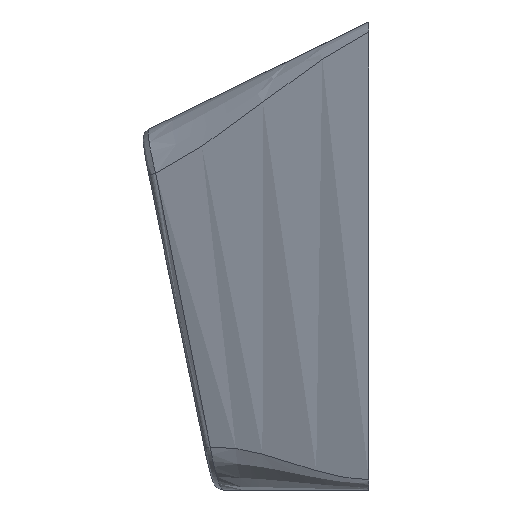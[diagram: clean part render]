
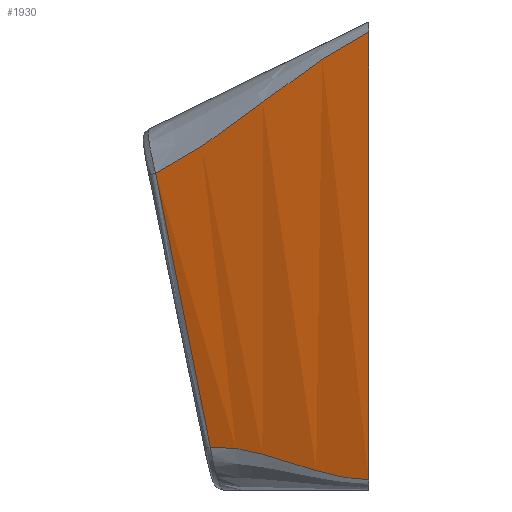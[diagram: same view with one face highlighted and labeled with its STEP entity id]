
A CAD part, left-side view. The second image highlights one B-rep face of the part: STEP entity #1930.
In plain terms, the highlighted free-form (B-spline) face has degree [3, 1] with [6, 2] control points.
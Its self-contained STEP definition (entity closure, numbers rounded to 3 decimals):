
#1707=VERTEX_POINT('',#1708);
#1708=CARTESIAN_POINT('',(0.0,0.0,-0.383));
#1720=EDGE_CURVE('',#1707,#1721,#1723,.F.);
#1721=VERTEX_POINT('',#1722);
#1722=CARTESIAN_POINT('',(0.0,0.0,-17.6));
#1723=LINE('',#1724,#1725);
#1724=CARTESIAN_POINT('',(0.0,0.0,0.0));
#1725=VECTOR('',#1726,1.0);
#1726=DIRECTION('',(0.0,0.0,1.0));
#1930=ADVANCED_FACE('',(#1931),#2042,.F.);
#1931=FACE_BOUND('',#1932,.T.);
#1932=EDGE_LOOP('',(#1933,#1979,#1994,#2041));
#1933=ORIENTED_EDGE('',*,*,#1934,.T.);
#1934=EDGE_CURVE('',#1707,#1935,#1937,.T.);
#1935=VERTEX_POINT('',#1936);
#1936=CARTESIAN_POINT('',(2.904,8.189,-5.825));
#1937=B_SPLINE_CURVE_WITH_KNOTS('',4,(#1938,#1939,#1940,#1941,#1942,#1943,#1944,#1945,#1946,#1947,#1948,#1949,#1950,#1951,#1952,#1953,#1954,#1955,#1956,#1957,#1958,#1959,#1960,#1961,#1962,#1963,#1964,#1965,#1966,#1967,#1968,#1969,#1970,#1971,#1972,#1973,#1974,#1975,#1976,#1977,#1978),.UNSPECIFIED.,.F.,.U.,(5,4,4,4,4,4,4,4,4,4,5),(0.0,0.125,0.25,0.375,0.5,0.625,0.75,0.875,0.938,0.969,0.97),.UNSPECIFIED.);
#1938=CARTESIAN_POINT('',(0.,0.,-0.383));
#1939=CARTESIAN_POINT('',(0.092,0.267,-0.517));
#1940=CARTESIAN_POINT('',(0.185,0.539,-0.664));
#1941=CARTESIAN_POINT('',(0.28,0.815,-0.823));
#1942=CARTESIAN_POINT('',(0.377,1.096,-0.993));
#1943=CARTESIAN_POINT('',(0.464,1.35,-1.148));
#1944=CARTESIAN_POINT('',(0.555,1.612,-1.315));
#1945=CARTESIAN_POINT('',(0.648,1.881,-1.494));
#1946=CARTESIAN_POINT('',(0.744,2.157,-1.683));
#1947=CARTESIAN_POINT('',(0.827,2.394,-1.847));
#1948=CARTESIAN_POINT('',(0.915,2.647,-2.026));
#1949=CARTESIAN_POINT('',(1.008,2.914,-2.219));
#1950=CARTESIAN_POINT('',(1.107,3.195,-2.426));
#1951=CARTESIAN_POINT('',(1.177,3.392,-2.572));
#1952=CARTESIAN_POINT('',(1.261,3.63,-2.75));
#1953=CARTESIAN_POINT('',(1.359,3.906,-2.958));
#1954=CARTESIAN_POINT('',(1.471,4.222,-3.195));
#1955=CARTESIAN_POINT('',(1.613,4.619,-3.495));
#1956=CARTESIAN_POINT('',(1.722,4.922,-3.72));
#1957=CARTESIAN_POINT('',(1.798,5.131,-3.876));
#1958=CARTESIAN_POINT('',(1.84,5.249,-3.962));
#1959=CARTESIAN_POINT('',(1.946,5.542,-4.177));
#1960=CARTESIAN_POINT('',(2.044,5.813,-4.37));
#1961=CARTESIAN_POINT('',(2.134,6.062,-4.544));
#1962=CARTESIAN_POINT('',(2.217,6.289,-4.698));
#1963=CARTESIAN_POINT('',(2.321,6.575,-4.89));
#1964=CARTESIAN_POINT('',(2.419,6.847,-5.067));
#1965=CARTESIAN_POINT('',(2.514,7.107,-5.227));
#1966=CARTESIAN_POINT('',(2.604,7.355,-5.373));
#1967=CARTESIAN_POINT('',(2.654,7.495,-5.455));
#1968=CARTESIAN_POINT('',(2.704,7.633,-5.533));
#1969=CARTESIAN_POINT('',(2.753,7.769,-5.607));
#1970=CARTESIAN_POINT('',(2.801,7.902,-5.677));
#1971=CARTESIAN_POINT('',(2.821,7.959,-5.708));
#1972=CARTESIAN_POINT('',(2.845,8.024,-5.742));
#1973=CARTESIAN_POINT('',(2.871,8.098,-5.779));
#1974=CARTESIAN_POINT('',(2.9,8.179,-5.82));
#1975=CARTESIAN_POINT('',(2.901,8.182,-5.822));
#1976=CARTESIAN_POINT('',(2.902,8.184,-5.823));
#1977=CARTESIAN_POINT('',(2.903,8.187,-5.824));
#1978=CARTESIAN_POINT('',(2.904,8.189,-5.825));
#1979=ORIENTED_EDGE('',*,*,#1980,.T.);
#1980=EDGE_CURVE('',#1935,#1981,#1983,.T.);
#1981=VERTEX_POINT('',#1982);
#1982=CARTESIAN_POINT('',(2.885,6.09,-16.347));
#1983=B_SPLINE_CURVE_WITH_KNOTS('',3,(#1984,#1985,#1986,#1987,#1988,#1989,#1990,#1991,#1992,#1993),.UNSPECIFIED.,.F.,.U.,(4,2,2,2,4),(-5.158,0.,5.365,10.73,15.888),.UNSPECIFIED.);
#1984=CARTESIAN_POINT('',(2.912,9.206,-0.768));
#1985=CARTESIAN_POINT('',(2.909,8.866,-2.454));
#1986=CARTESIAN_POINT('',(2.906,8.527,-4.14));
#1987=CARTESIAN_POINT('',(2.901,7.837,-7.579));
#1988=CARTESIAN_POINT('',(2.898,7.486,-9.332));
#1989=CARTESIAN_POINT('',(2.891,6.786,-12.839));
#1990=CARTESIAN_POINT('',(2.888,6.437,-14.593));
#1991=CARTESIAN_POINT('',(2.881,5.756,-18.034));
#1992=CARTESIAN_POINT('',(2.878,5.423,-19.72));
#1993=CARTESIAN_POINT('',(2.875,5.093,-21.408));
#1994=ORIENTED_EDGE('',*,*,#1995,.T.);
#1995=EDGE_CURVE('',#1981,#1721,#1996,.T.);
#1996=B_SPLINE_CURVE_WITH_KNOTS('',4,(#1997,#1998,#1999,#2000,#2001,#2002,#2003,#2004,#2005,#2006,#2007,#2008,#2009,#2010,#2011,#2012,#2013,#2014,#2015,#2016,#2017,#2018,#2019,#2020,#2021,#2022,#2023,#2024,#2025,#2026,#2027,#2028,#2029,#2030,#2031,#2032,#2033,#2034,#2035,#2036,#2037,#2038,#2039,#2040),.UNSPECIFIED.,.F.,.U.,(5,4,4,4,4,4,4,3,4,4,4,5),(0.035,0.063,0.125,0.25,0.375,0.438,0.5,0.509,0.625,0.75,0.875,1.0),.UNSPECIFIED.);
#1997=CARTESIAN_POINT('',(2.885,6.09,-16.347));
#1998=CARTESIAN_POINT('',(2.86,6.038,-16.346));
#1999=CARTESIAN_POINT('',(2.84,5.996,-16.345));
#2000=CARTESIAN_POINT('',(2.825,5.962,-16.344));
#2001=CARTESIAN_POINT('',(2.813,5.938,-16.344));
#2002=CARTESIAN_POINT('',(2.768,5.841,-16.344));
#2003=CARTESIAN_POINT('',(2.722,5.742,-16.346));
#2004=CARTESIAN_POINT('',(2.676,5.642,-16.351));
#2005=CARTESIAN_POINT('',(2.629,5.54,-16.358));
#2006=CARTESIAN_POINT('',(2.545,5.358,-16.371));
#2007=CARTESIAN_POINT('',(2.456,5.165,-16.393));
#2008=CARTESIAN_POINT('',(2.362,4.961,-16.425));
#2009=CARTESIAN_POINT('',(2.263,4.746,-16.467));
#2010=CARTESIAN_POINT('',(2.186,4.577,-16.501));
#2011=CARTESIAN_POINT('',(2.099,4.389,-16.543));
#2012=CARTESIAN_POINT('',(2.004,4.181,-16.595));
#2013=CARTESIAN_POINT('',(1.899,3.954,-16.659));
#2014=CARTESIAN_POINT('',(1.862,3.873,-16.681));
#2015=CARTESIAN_POINT('',(1.819,3.78,-16.708));
#2016=CARTESIAN_POINT('',(1.77,3.675,-16.739));
#2017=CARTESIAN_POINT('',(1.716,3.558,-16.774));
#2018=CARTESIAN_POINT('',(1.67,3.459,-16.804));
#2019=CARTESIAN_POINT('',(1.624,3.36,-16.835));
#2020=CARTESIAN_POINT('',(1.578,3.261,-16.866));
#2021=CARTESIAN_POINT('',(1.531,3.163,-16.897));
#2022=CARTESIAN_POINT('',(1.523,3.146,-16.903));
#2023=CARTESIAN_POINT('',(1.516,3.129,-16.908));
#2024=CARTESIAN_POINT('',(1.508,3.112,-16.913));
#2025=CARTESIAN_POINT('',(1.404,2.89,-16.984));
#2026=CARTESIAN_POINT('',(1.315,2.701,-17.045));
#2027=CARTESIAN_POINT('',(1.233,2.529,-17.1));
#2028=CARTESIAN_POINT('',(1.158,2.371,-17.149));
#2029=CARTESIAN_POINT('',(1.055,2.157,-17.215));
#2030=CARTESIAN_POINT('',(0.958,1.954,-17.275));
#2031=CARTESIAN_POINT('',(0.865,1.762,-17.329));
#2032=CARTESIAN_POINT('',(0.777,1.581,-17.375));
#2033=CARTESIAN_POINT('',(0.676,1.372,-17.428));
#2034=CARTESIAN_POINT('',(0.578,1.172,-17.473));
#2035=CARTESIAN_POINT('',(0.483,0.978,-17.51));
#2036=CARTESIAN_POINT('',(0.39,0.79,-17.539));
#2037=CARTESIAN_POINT('',(0.291,0.589,-17.569));
#2038=CARTESIAN_POINT('',(0.193,0.391,-17.59));
#2039=CARTESIAN_POINT('',(0.096,0.194,-17.6));
#2040=CARTESIAN_POINT('',(0.,0.,-17.6));
#2041=ORIENTED_EDGE('',*,*,#1720,.F.);
#2042=B_SPLINE_SURFACE_WITH_KNOTS('',3,1,((#2043,#2044),(#2045,#2046),(#2047,#2048),(#2049,#2050),(#2051,#2052),(#2053,#2054)),.UNSPECIFIED.,.F.,.F.,.U.,(4,2,4),(2,2),(0.0,0.5,1.0),(0.0,1.0),.UNSPECIFIED.);
#2043=CARTESIAN_POINT('',(0.0,0.0,-18.0));
#2044=CARTESIAN_POINT('',(0.0,0.0,0.0));
#2045=CARTESIAN_POINT('',(0.5,1.0,-18.0));
#2046=CARTESIAN_POINT('',(0.5,1.467,-0.714));
#2047=CARTESIAN_POINT('',(1.0,2.0,-18.0));
#2048=CARTESIAN_POINT('',(1.0,2.933,-1.428));
#2049=CARTESIAN_POINT('',(2.0,4.0,-18.0));
#2050=CARTESIAN_POINT('',(2.0,5.867,-2.855));
#2051=CARTESIAN_POINT('',(2.5,5.0,-18.0));
#2052=CARTESIAN_POINT('',(2.5,7.333,-3.569));
#2053=CARTESIAN_POINT('',(3.0,6.0,-18.0));
#2054=CARTESIAN_POINT('',(3.0,8.8,-4.283));
